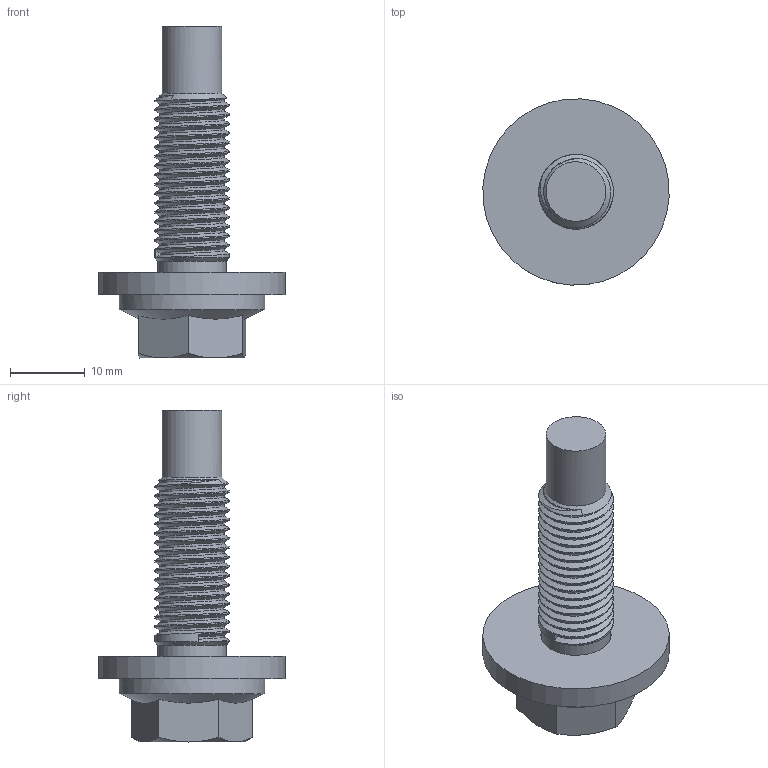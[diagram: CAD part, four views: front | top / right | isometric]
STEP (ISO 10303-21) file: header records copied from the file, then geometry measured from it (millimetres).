
FILE_DESCRIPTION(/* description */ (''),/* implementation_level */ '2;1');
FILE_NAME(/* name */ '2.stp',/* time_stamp */ '2024-07-01T15:07:24+08:00',/* author */ (''),/* organization */ (''),/* preprocessor_version */ 'ST-DEVELOPER v16.7',/* originating_system */ 'SIEMENS PLM Software NX 1946',/* authorisation */ '');
FILE_SCHEMA (('AUTOMOTIVE_DESIGN { 1 0 10303 214 3 1 1 1 }'));
Length unit declared in the file: millimetre
Products named in the file (1): zhenA0B01562ml34
Bounding box: 24.95 x 24.95 x 44.5 mm (x, y, z)
Volume: 5427.5 mm3; surface area: 3200.6 mm2
Topology: 1 solids, 1 shells, 33 faces, 75 edges, 47 vertices
Faces by surface type: plane 12, cone 10, cylinder 8, bspline 2, torus 1
Full cylindrical faces by diameter (mm): 8 x1, 9.188 x1, 9.42 x1, 12 x1, 19.5 x1, 25 x1
Entity records: 3786 total; most frequent: CARTESIAN_POINT 3153, ORIENTED_EDGE 114, DIRECTION 113, EDGE_CURVE 57, AXIS2_PLACEMENT_3D 51, EDGE_LOOP 45, VERTEX_POINT 40, ADVANCED_FACE 32
